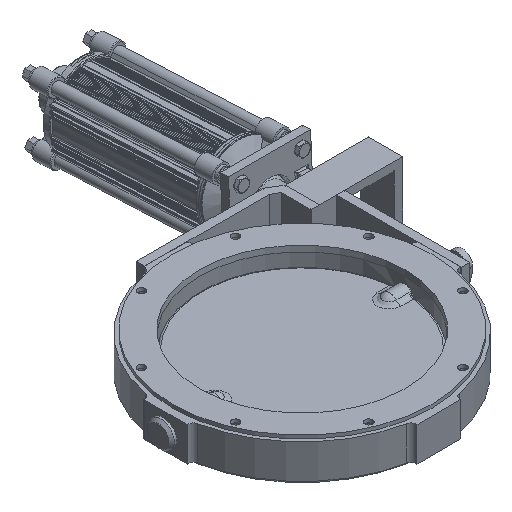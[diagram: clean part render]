
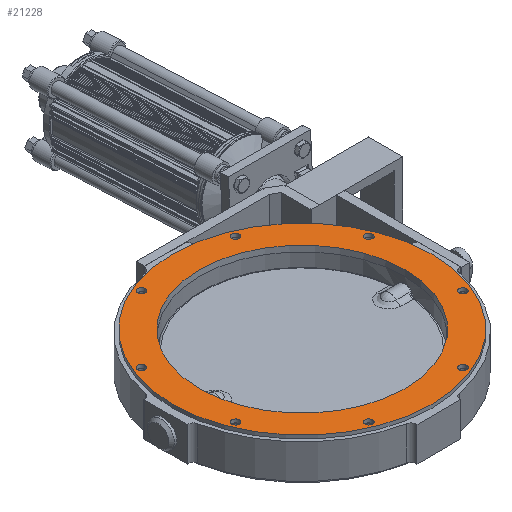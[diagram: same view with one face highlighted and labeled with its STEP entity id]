
A CAD part, isometric view. The second image highlights one B-rep face of the part: STEP entity #21228.
In plain terms, the highlighted planar face has unit normal (0, 0, 1).
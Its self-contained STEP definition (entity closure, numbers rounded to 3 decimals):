
#1787 = AXIS2_PLACEMENT_3D ( 'NONE', #4037, #4038, #4039 ) ;
#4022 = FACE_OUTER_BOUND ( 'NONE', #15708, .T. ) ;
#4024 = FACE_BOUND ( 'NONE', #8470, .T. ) ;
#4027 = FACE_BOUND ( 'NONE', #15703, .T. ) ;
#4028 = FACE_BOUND ( 'NONE', #8469, .T. ) ;
#4029 = FACE_BOUND ( 'NONE', #15704, .T. ) ;
#4030 = FACE_BOUND ( 'NONE', #15705, .T. ) ;
#4031 = FACE_BOUND ( 'NONE', #31559, .T. ) ;
#4032 = FACE_BOUND ( 'NONE', #15706, .T. ) ;
#4033 = FACE_BOUND ( 'NONE', #24322, .T. ) ;
#4034 = FACE_BOUND ( 'NONE', #15707, .T. ) ;
#4035 = PLANE ( 'NONE',  #1787 ) ;
#4037 = CARTESIAN_POINT ( 'NONE',  ( 0., 190., 30. ) ) ;
#4038 = DIRECTION ( 'NONE',  ( 0., 0., 1. ) ) ;
#4039 = DIRECTION ( 'NONE',  ( 1., 0., 0. ) ) ;
#8469 = EDGE_LOOP ( 'NONE', ( #22310 ) ) ;
#8470 = EDGE_LOOP ( 'NONE', ( #22311 ) ) ;
#10063 = AXIS2_PLACEMENT_3D ( 'NONE', #14453, #14454, #14455 ) ;
#10069 = CIRCLE ( 'NONE', #10063, 150.5 ) ;
#10248 = AXIS2_PLACEMENT_3D ( 'NONE', #14462, #14463, #14464 ) ;
#10250 = AXIS2_PLACEMENT_3D ( 'NONE', #14465, #14466, #14467 ) ;
#10251 = CIRCLE ( 'NONE', #10248, 5.5 ) ;
#10252 = AXIS2_PLACEMENT_3D ( 'NONE', #14468, #14469, #14470 ) ;
#10253 = CIRCLE ( 'NONE', #10250, 5.5 ) ;
#10254 = AXIS2_PLACEMENT_3D ( 'NONE', #14471, #14472, #14473 ) ;
#10255 = CIRCLE ( 'NONE', #10252, 5.5 ) ;
#10257 = CIRCLE ( 'NONE', #10254, 5.5 ) ;
#10258 = AXIS2_PLACEMENT_3D ( 'NONE', #14477, #14478, #14479 ) ;
#10261 = CIRCLE ( 'NONE', #10258, 5.5 ) ;
#10262 = AXIS2_PLACEMENT_3D ( 'NONE', #14483, #14484, #14485 ) ;
#10264 = AXIS2_PLACEMENT_3D ( 'NONE', #14486, #14487, #14488 ) ;
#10265 = CIRCLE ( 'NONE', #10262, 5.5 ) ;
#10267 = CIRCLE ( 'NONE', #10264, 5.5 ) ;
#10270 = AXIS2_PLACEMENT_3D ( 'NONE', #14495, #14496, #14497 ) ;
#10273 = CIRCLE ( 'NONE', #10270, 190. ) ;
#10274 = AXIS2_PLACEMENT_3D ( 'NONE', #14502, #14503, #14504 ) ;
#10277 = CIRCLE ( 'NONE', #10274, 5.5 ) ;
#14453 = CARTESIAN_POINT ( 'NONE',  ( 0., 0., 30. ) ) ;
#14454 = DIRECTION ( 'NONE',  ( 0., 0., -1. ) ) ;
#14455 = DIRECTION ( 'NONE',  ( 1., 0., 0. ) ) ;
#14462 = CARTESIAN_POINT ( 'NONE',  ( 166.298, 68.883, 30. ) ) ;
#14463 = DIRECTION ( 'NONE',  ( 0., 0., 1. ) ) ;
#14464 = DIRECTION ( 'NONE',  ( 1., 0., 0. ) ) ;
#14465 = CARTESIAN_POINT ( 'NONE',  ( -166.298, -68.883, 30. ) ) ;
#14466 = DIRECTION ( 'NONE',  ( 0., 0., 1. ) ) ;
#14467 = DIRECTION ( 'NONE',  ( -1., 0., 0. ) ) ;
#14468 = CARTESIAN_POINT ( 'NONE',  ( 68.883, 166.298, 30. ) ) ;
#14469 = DIRECTION ( 'NONE',  ( 0., 0., 1. ) ) ;
#14470 = DIRECTION ( 'NONE',  ( 0.707, 0.707, 0. ) ) ;
#14471 = CARTESIAN_POINT ( 'NONE',  ( -68.883, 166.298, 30. ) ) ;
#14472 = DIRECTION ( 'NONE',  ( 0., 0., 1. ) ) ;
#14473 = DIRECTION ( 'NONE',  ( 0., 1., 0. ) ) ;
#14477 = CARTESIAN_POINT ( 'NONE',  ( -166.298, 68.883, 30. ) ) ;
#14478 = DIRECTION ( 'NONE',  ( 0., 0., 1. ) ) ;
#14479 = DIRECTION ( 'NONE',  ( -0.707, 0.707, 0. ) ) ;
#14483 = CARTESIAN_POINT ( 'NONE',  ( 68.883, -166.298, 30. ) ) ;
#14484 = DIRECTION ( 'NONE',  ( 0., 0., 1. ) ) ;
#14485 = DIRECTION ( 'NONE',  ( 0., -1., 0. ) ) ;
#14486 = CARTESIAN_POINT ( 'NONE',  ( -68.883, -166.298, 30. ) ) ;
#14487 = DIRECTION ( 'NONE',  ( 0., 0., 1. ) ) ;
#14488 = DIRECTION ( 'NONE',  ( -0.707, -0.707, 0. ) ) ;
#14495 = CARTESIAN_POINT ( 'NONE',  ( 0., 0., 30. ) ) ;
#14496 = DIRECTION ( 'NONE',  ( 0., 0., -1. ) ) ;
#14497 = DIRECTION ( 'NONE',  ( -1., 0., 0. ) ) ;
#14502 = CARTESIAN_POINT ( 'NONE',  ( 166.298, -68.883, 30. ) ) ;
#14503 = DIRECTION ( 'NONE',  ( 0., 0., 1. ) ) ;
#14504 = DIRECTION ( 'NONE',  ( 0.707, -0.707, 0. ) ) ;
#15236 = VERTEX_POINT ( 'NONE', #15239 ) ;
#15239 = CARTESIAN_POINT ( 'NONE',  ( 150.5, 0., 30. ) ) ;
#15242 = VERTEX_POINT ( 'NONE', #15245 ) ;
#15244 = VERTEX_POINT ( 'NONE', #15247 ) ;
#15245 = CARTESIAN_POINT ( 'NONE',  ( 171.798, 68.883, 30. ) ) ;
#15246 = VERTEX_POINT ( 'NONE', #15249 ) ;
#15247 = CARTESIAN_POINT ( 'NONE',  ( -171.798, -68.883, 30. ) ) ;
#15248 = VERTEX_POINT ( 'NONE', #15251 ) ;
#15249 = CARTESIAN_POINT ( 'NONE',  ( 72.772, 170.187, 30. ) ) ;
#15251 = CARTESIAN_POINT ( 'NONE',  ( -68.883, 171.798, 30. ) ) ;
#15252 = VERTEX_POINT ( 'NONE', #15255 ) ;
#15255 = CARTESIAN_POINT ( 'NONE',  ( -170.187, 72.772, 30. ) ) ;
#15256 = VERTEX_POINT ( 'NONE', #15259 ) ;
#15258 = VERTEX_POINT ( 'NONE', #15261 ) ;
#15259 = CARTESIAN_POINT ( 'NONE',  ( 68.883, -171.798, 30. ) ) ;
#15261 = CARTESIAN_POINT ( 'NONE',  ( -72.772, -170.187, 30. ) ) ;
#15264 = VERTEX_POINT ( 'NONE', #15267 ) ;
#15267 = CARTESIAN_POINT ( 'NONE',  ( -190., 0., 30. ) ) ;
#15268 = VERTEX_POINT ( 'NONE', #15271 ) ;
#15271 = CARTESIAN_POINT ( 'NONE',  ( 170.187, -72.772, 30. ) ) ;
#15703 = EDGE_LOOP ( 'NONE', ( #22314 ) ) ;
#15704 = EDGE_LOOP ( 'NONE', ( #22309 ) ) ;
#15705 = EDGE_LOOP ( 'NONE', ( #22316 ) ) ;
#15706 = EDGE_LOOP ( 'NONE', ( #22342 ) ) ;
#15707 = EDGE_LOOP ( 'NONE', ( #22336 ) ) ;
#15708 = EDGE_LOOP ( 'NONE', ( #22341 ) ) ;
#21228 = ADVANCED_FACE ( 'NONE', ( #4028, #4024, #4031, #4033, #4027, #4029, #4030, #4032, #4034, #4022 ), #4035, .T. ) ;
#22309 = ORIENTED_EDGE ( 'NONE', *, *, #24274, .F. ) ;
#22310 = ORIENTED_EDGE ( 'NONE', *, *, #24263, .T. ) ;
#22311 = ORIENTED_EDGE ( 'NONE', *, *, #24268, .F. ) ;
#22312 = ORIENTED_EDGE ( 'NONE', *, *, #24269, .F. ) ;
#22313 = ORIENTED_EDGE ( 'NONE', *, *, #24271, .F. ) ;
#22314 = ORIENTED_EDGE ( 'NONE', *, *, #24267, .F. ) ;
#22316 = ORIENTED_EDGE ( 'NONE', *, *, #24273, .F. ) ;
#22336 = ORIENTED_EDGE ( 'NONE', *, *, #24266, .F. ) ;
#22341 = ORIENTED_EDGE ( 'NONE', *, *, #24277, .F. ) ;
#22342 = ORIENTED_EDGE ( 'NONE', *, *, #24279, .F. ) ;
#24263 = EDGE_CURVE ( 'NONE', #15236, #15236, #10069, .T. ) ;
#24266 = EDGE_CURVE ( 'NONE', #15242, #15242, #10251, .T. ) ;
#24267 = EDGE_CURVE ( 'NONE', #15244, #15244, #10253, .T. ) ;
#24268 = EDGE_CURVE ( 'NONE', #15246, #15246, #10255, .T. ) ;
#24269 = EDGE_CURVE ( 'NONE', #15248, #15248, #10257, .T. ) ;
#24271 = EDGE_CURVE ( 'NONE', #15252, #15252, #10261, .T. ) ;
#24273 = EDGE_CURVE ( 'NONE', #15256, #15256, #10265, .T. ) ;
#24274 = EDGE_CURVE ( 'NONE', #15258, #15258, #10267, .T. ) ;
#24277 = EDGE_CURVE ( 'NONE', #15264, #15264, #10273, .T. ) ;
#24279 = EDGE_CURVE ( 'NONE', #15268, #15268, #10277, .T. ) ;
#24322 = EDGE_LOOP ( 'NONE', ( #22313 ) ) ;
#31559 = EDGE_LOOP ( 'NONE', ( #22312 ) ) ;
